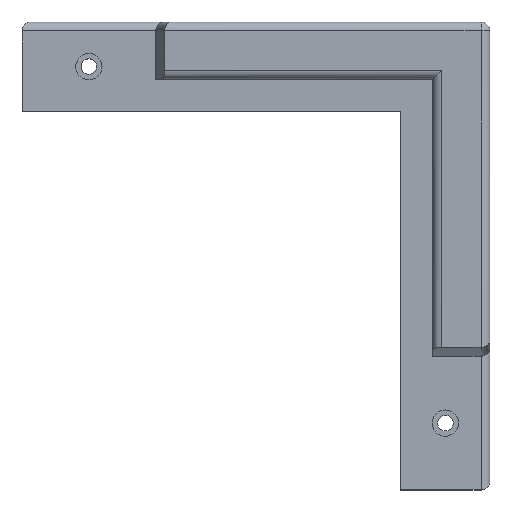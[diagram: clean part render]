
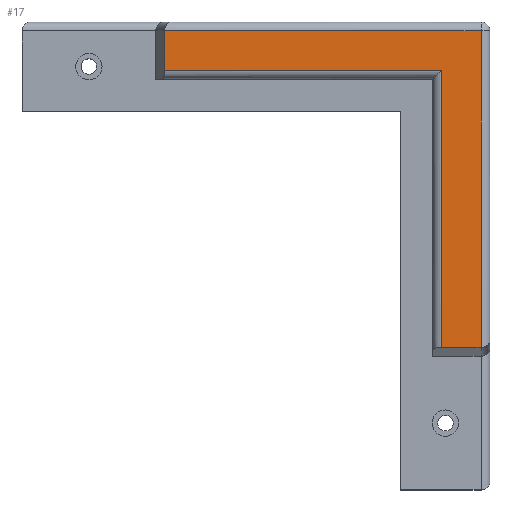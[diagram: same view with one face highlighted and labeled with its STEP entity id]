
A CAD part, top view. The second image highlights one B-rep face of the part: STEP entity #17.
In plain terms, the highlighted planar face has unit normal (0, 0, 1).
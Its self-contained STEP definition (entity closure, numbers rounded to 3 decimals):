
#17 = ADVANCED_FACE('',(#18),#32,.T.);
#18 = FACE_BOUND('',#19,.T.);
#19 = EDGE_LOOP('',(#20,#55,#83,#111,#139,#167));
#20 = ORIENTED_EDGE('',*,*,#21,.T.);
#21 = EDGE_CURVE('',#22,#24,#26,.T.);
#22 = VERTEX_POINT('',#23);
#23 = CARTESIAN_POINT('',(-20.5,50.5,15.));
#24 = VERTEX_POINT('',#25);
#25 = CARTESIAN_POINT('',(-20.5,41.7,15.));
#26 = SURFACE_CURVE('',#27,(#31,#43),.PCURVE_S1.);
#27 = LINE('',#28,#29);
#28 = CARTESIAN_POINT('',(-20.5,52.5,15.));
#29 = VECTOR('',#30,1.);
#30 = DIRECTION('',(0.,-1.,0.));
#31 = PCURVE('',#32,#37);
#32 = PLANE('',#33);
#33 = AXIS2_PLACEMENT_3D('',#34,#35,#36);
#34 = CARTESIAN_POINT('',(15.,15.,15.));
#35 = DIRECTION('',(0.,0.,1.));
#36 = DIRECTION('',(1.,0.,-0.));
#37 = DEFINITIONAL_REPRESENTATION('',(#38),#42);
#38 = LINE('',#39,#40);
#39 = CARTESIAN_POINT('',(-35.5,37.5));
#40 = VECTOR('',#41,1.);
#41 = DIRECTION('',(0.,-1.));
#42 = ( GEOMETRIC_REPRESENTATION_CONTEXT(2) 
PARAMETRIC_REPRESENTATION_CONTEXT() REPRESENTATION_CONTEXT('2D SPACE',''
  ) );
#43 = PCURVE('',#44,#49);
#44 = PLANE('',#45);
#45 = AXIS2_PLACEMENT_3D('',#46,#47,#48);
#46 = CARTESIAN_POINT('',(-21.5,52.5,11.5));
#47 = DIRECTION('',(0.962,0.,-0.275)
  );
#48 = DIRECTION('',(0.,-1.,0.));
#49 = DEFINITIONAL_REPRESENTATION('',(#50),#54);
#50 = LINE('',#51,#52);
#51 = CARTESIAN_POINT('',(0.,-3.64));
#52 = VECTOR('',#53,1.);
#53 = DIRECTION('',(1.,0.));
#54 = ( GEOMETRIC_REPRESENTATION_CONTEXT(2) 
PARAMETRIC_REPRESENTATION_CONTEXT() REPRESENTATION_CONTEXT('2D SPACE',''
  ) );
#55 = ORIENTED_EDGE('',*,*,#56,.F.);
#56 = EDGE_CURVE('',#57,#24,#59,.T.);
#57 = VERTEX_POINT('',#58);
#58 = CARTESIAN_POINT('',(41.7,41.7,15.));
#59 = SURFACE_CURVE('',#60,(#64,#71),.PCURVE_S1.);
#60 = LINE('',#61,#62);
#61 = CARTESIAN_POINT('',(39.7,41.7,15.));
#62 = VECTOR('',#63,1.);
#63 = DIRECTION('',(-1.,0.,0.));
#64 = PCURVE('',#32,#65);
#65 = DEFINITIONAL_REPRESENTATION('',(#66),#70);
#66 = LINE('',#67,#68);
#67 = CARTESIAN_POINT('',(24.7,26.7));
#68 = VECTOR('',#69,1.);
#69 = DIRECTION('',(-1.,0.));
#70 = ( GEOMETRIC_REPRESENTATION_CONTEXT(2) 
PARAMETRIC_REPRESENTATION_CONTEXT() REPRESENTATION_CONTEXT('2D SPACE',''
  ) );
#71 = PCURVE('',#72,#77);
#72 = CYLINDRICAL_SURFACE('',#73,2.);
#73 = AXIS2_PLACEMENT_3D('',#74,#75,#76);
#74 = CARTESIAN_POINT('',(39.7,41.7,13.));
#75 = DIRECTION('',(-1.,0.,0.));
#76 = DIRECTION('',(0.,0.,1.));
#77 = DEFINITIONAL_REPRESENTATION('',(#78),#82);
#78 = LINE('',#79,#80);
#79 = CARTESIAN_POINT('',(-0.,0.));
#80 = VECTOR('',#81,1.);
#81 = DIRECTION('',(-0.,1.));
#82 = ( GEOMETRIC_REPRESENTATION_CONTEXT(2) 
PARAMETRIC_REPRESENTATION_CONTEXT() REPRESENTATION_CONTEXT('2D SPACE',''
  ) );
#83 = ORIENTED_EDGE('',*,*,#84,.F.);
#84 = EDGE_CURVE('',#85,#57,#87,.T.);
#85 = VERTEX_POINT('',#86);
#86 = CARTESIAN_POINT('',(41.7,-20.5,15.));
#87 = SURFACE_CURVE('',#88,(#92,#99),.PCURVE_S1.);
#88 = LINE('',#89,#90);
#89 = CARTESIAN_POINT('',(41.7,-20.5,15.));
#90 = VECTOR('',#91,1.);
#91 = DIRECTION('',(0.,1.,0.));
#92 = PCURVE('',#32,#93);
#93 = DEFINITIONAL_REPRESENTATION('',(#94),#98);
#94 = LINE('',#95,#96);
#95 = CARTESIAN_POINT('',(26.7,-35.5));
#96 = VECTOR('',#97,1.);
#97 = DIRECTION('',(0.,1.));
#98 = ( GEOMETRIC_REPRESENTATION_CONTEXT(2) 
PARAMETRIC_REPRESENTATION_CONTEXT() REPRESENTATION_CONTEXT('2D SPACE',''
  ) );
#99 = PCURVE('',#100,#105);
#100 = CYLINDRICAL_SURFACE('',#101,2.);
#101 = AXIS2_PLACEMENT_3D('',#102,#103,#104);
#102 = CARTESIAN_POINT('',(41.7,-20.5,13.));
#103 = DIRECTION('',(0.,1.,0.));
#104 = DIRECTION('',(0.,-0.,1.));
#105 = DEFINITIONAL_REPRESENTATION('',(#106),#110);
#106 = LINE('',#107,#108);
#107 = CARTESIAN_POINT('',(-0.,0.));
#108 = VECTOR('',#109,1.);
#109 = DIRECTION('',(-0.,1.));
#110 = ( GEOMETRIC_REPRESENTATION_CONTEXT(2) 
PARAMETRIC_REPRESENTATION_CONTEXT() REPRESENTATION_CONTEXT('2D SPACE',''
  ) );
#111 = ORIENTED_EDGE('',*,*,#112,.T.);
#112 = EDGE_CURVE('',#85,#113,#115,.T.);
#113 = VERTEX_POINT('',#114);
#114 = CARTESIAN_POINT('',(50.5,-20.5,15.));
#115 = SURFACE_CURVE('',#116,(#120,#127),.PCURVE_S1.);
#116 = LINE('',#117,#118);
#117 = CARTESIAN_POINT('',(39.7,-20.5,15.));
#118 = VECTOR('',#119,1.);
#119 = DIRECTION('',(1.,0.,0.));
#120 = PCURVE('',#32,#121);
#121 = DEFINITIONAL_REPRESENTATION('',(#122),#126);
#122 = LINE('',#123,#124);
#123 = CARTESIAN_POINT('',(24.7,-35.5));
#124 = VECTOR('',#125,1.);
#125 = DIRECTION('',(1.,0.));
#126 = ( GEOMETRIC_REPRESENTATION_CONTEXT(2) 
PARAMETRIC_REPRESENTATION_CONTEXT() REPRESENTATION_CONTEXT('2D SPACE',''
  ) );
#127 = PCURVE('',#128,#133);
#128 = PLANE('',#129);
#129 = AXIS2_PLACEMENT_3D('',#130,#131,#132);
#130 = CARTESIAN_POINT('',(39.7,-21.5,11.5));
#131 = DIRECTION('',(0.,0.962,-0.275)
  );
#132 = DIRECTION('',(1.,0.,0.));
#133 = DEFINITIONAL_REPRESENTATION('',(#134),#138);
#134 = LINE('',#135,#136);
#135 = CARTESIAN_POINT('',(0.,-3.64));
#136 = VECTOR('',#137,1.);
#137 = DIRECTION('',(1.,0.));
#138 = ( GEOMETRIC_REPRESENTATION_CONTEXT(2) 
PARAMETRIC_REPRESENTATION_CONTEXT() REPRESENTATION_CONTEXT('2D SPACE',''
  ) );
#139 = ORIENTED_EDGE('',*,*,#140,.T.);
#140 = EDGE_CURVE('',#113,#141,#143,.T.);
#141 = VERTEX_POINT('',#142);
#142 = CARTESIAN_POINT('',(50.5,50.5,15.));
#143 = SURFACE_CURVE('',#144,(#148,#155),.PCURVE_S1.);
#144 = LINE('',#145,#146);
#145 = CARTESIAN_POINT('',(50.5,-20.5,15.));
#146 = VECTOR('',#147,1.);
#147 = DIRECTION('',(0.,1.,0.));
#148 = PCURVE('',#32,#149);
#149 = DEFINITIONAL_REPRESENTATION('',(#150),#154);
#150 = LINE('',#151,#152);
#151 = CARTESIAN_POINT('',(35.5,-35.5));
#152 = VECTOR('',#153,1.);
#153 = DIRECTION('',(0.,1.));
#154 = ( GEOMETRIC_REPRESENTATION_CONTEXT(2) 
PARAMETRIC_REPRESENTATION_CONTEXT() REPRESENTATION_CONTEXT('2D SPACE',''
  ) );
#155 = PCURVE('',#156,#161);
#156 = CYLINDRICAL_SURFACE('',#157,2.);
#157 = AXIS2_PLACEMENT_3D('',#158,#159,#160);
#158 = CARTESIAN_POINT('',(50.5,-20.5,13.));
#159 = DIRECTION('',(0.,1.,0.));
#160 = DIRECTION('',(0.,-0.,1.));
#161 = DEFINITIONAL_REPRESENTATION('',(#162),#166);
#162 = LINE('',#163,#164);
#163 = CARTESIAN_POINT('',(0.,0.));
#164 = VECTOR('',#165,1.);
#165 = DIRECTION('',(0.,1.));
#166 = ( GEOMETRIC_REPRESENTATION_CONTEXT(2) 
PARAMETRIC_REPRESENTATION_CONTEXT() REPRESENTATION_CONTEXT('2D SPACE',''
  ) );
#167 = ORIENTED_EDGE('',*,*,#168,.T.);
#168 = EDGE_CURVE('',#141,#22,#169,.T.);
#169 = SURFACE_CURVE('',#170,(#174,#181),.PCURVE_S1.);
#170 = LINE('',#171,#172);
#171 = CARTESIAN_POINT('',(52.5,50.5,15.));
#172 = VECTOR('',#173,1.);
#173 = DIRECTION('',(-1.,0.,0.));
#174 = PCURVE('',#32,#175);
#175 = DEFINITIONAL_REPRESENTATION('',(#176),#180);
#176 = LINE('',#177,#178);
#177 = CARTESIAN_POINT('',(37.5,35.5));
#178 = VECTOR('',#179,1.);
#179 = DIRECTION('',(-1.,0.));
#180 = ( GEOMETRIC_REPRESENTATION_CONTEXT(2) 
PARAMETRIC_REPRESENTATION_CONTEXT() REPRESENTATION_CONTEXT('2D SPACE',''
  ) );
#181 = PCURVE('',#182,#187);
#182 = CYLINDRICAL_SURFACE('',#183,2.);
#183 = AXIS2_PLACEMENT_3D('',#184,#185,#186);
#184 = CARTESIAN_POINT('',(52.5,50.5,13.));
#185 = DIRECTION('',(-1.,0.,0.));
#186 = DIRECTION('',(0.,0.,1.));
#187 = DEFINITIONAL_REPRESENTATION('',(#188),#192);
#188 = LINE('',#189,#190);
#189 = CARTESIAN_POINT('',(0.,0.));
#190 = VECTOR('',#191,1.);
#191 = DIRECTION('',(0.,1.));
#192 = ( GEOMETRIC_REPRESENTATION_CONTEXT(2) 
PARAMETRIC_REPRESENTATION_CONTEXT() REPRESENTATION_CONTEXT('2D SPACE',''
  ) );
